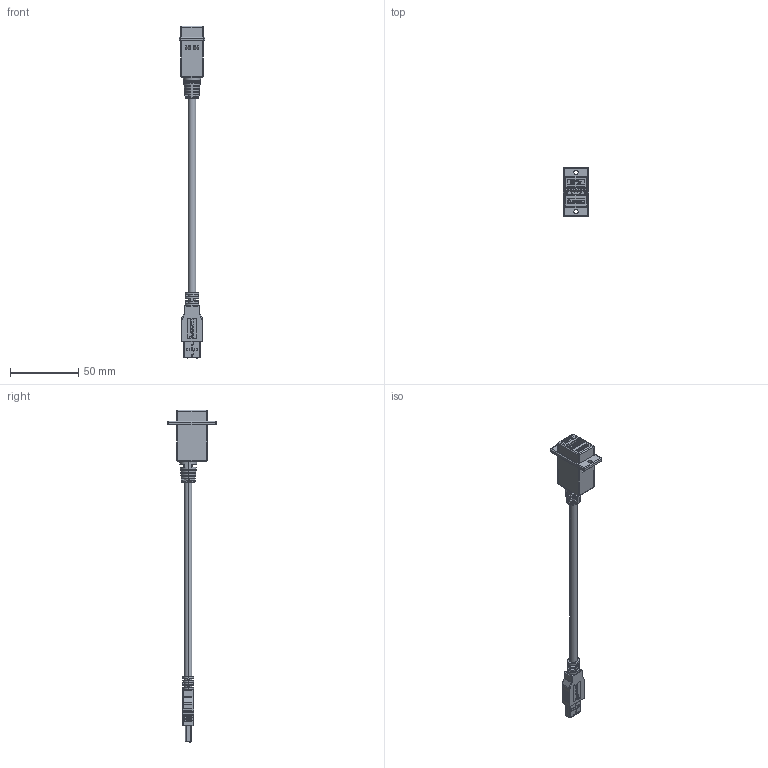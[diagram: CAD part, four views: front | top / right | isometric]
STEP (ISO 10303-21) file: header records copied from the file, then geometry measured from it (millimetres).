
FILE_DESCRIPTION (( 'STEP AP214' ), '1' );
FILE_NAME ('ECF504-30-AAS.STEP', '2018-05-07T19:37:53', ( '' ), ( '' ), 'SwSTEP 2.0', 'SolidWorks 2017', '' );
FILE_SCHEMA (( 'AUTOMOTIVE_DESIGN' ));
Length unit declared in the file: inch
Products named in the file (18): ECF504-30-AAS; ECF504-30-AAS PNL END_2 PC S.R and L-com LOGO; 1AG01-298_USB3.0 ICON and L-com LOGO ; MTN-594_NO CABLE; MTN-868_SPECIAL S.R; MTN-593; MTN-867 + MTN-868; 1AA05-046-MA3; MTN-867; 3AC08-027; 1AG01-089_TYP C FOR S.R; 1AA05-046-MA2_Without Crimp; 1AA05-046-MA1; ECF504-30-AAS-FA1; 1AA05-054_Crimped; HYP344
Assembly tree (17 placements, depth 4):
  ECF504-30-AAS
    3AC08-027
    MTN-594_NO CABLE
      MTN-593
        1AA05-046-MA3
        MTN-593
      1AA05-046-MA1
      1AA05-046-MA2_Without Crimp
      MTN-594_NO CABLE
    ECF504-30-AAS PNL END_2 PC S.R and L-com LOGO
      MTN-867 + MTN-868
        MTN-867
        MTN-868_SPECIAL S.R
      1AG01-089_TYP C FOR S.R
      ECF504-30-AAS-FA1
        HYP344
        1AA05-054_Crimped
      1AG01-298_USB3.0 ICON and L-com LOGO 
Bounding box: 19.05 x 35.56 x 243.62 mm (x, y, z)
Volume: 16800.1 mm3; surface area: 21116.6 mm2
Topology: 26 solids, 26 shells, 3637 faces, 9788 edges, 6399 vertices
Faces by surface type: plane 2312, cylinder 797, bspline 434, torus 50, cone 24, sphere 20
Entity records: 150892 total; most frequent: CARTESIAN_POINT 46437, ORIENTED_EDGE 19532, DIRECTION 16493, EDGE_CURVE 9766, VECTOR 7021, LINE 7021, VERTEX_POINT 6399, AXIS2_PLACEMENT_3D 4736
